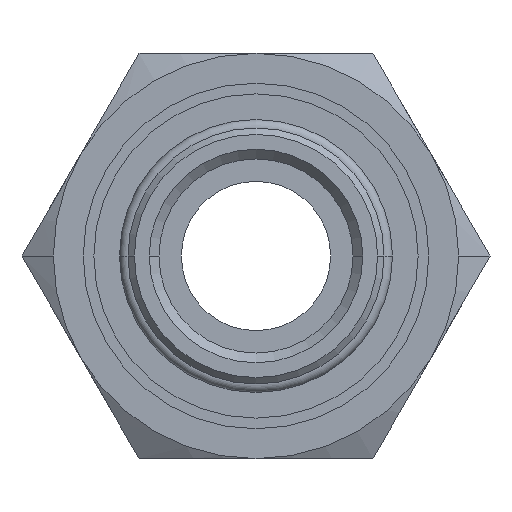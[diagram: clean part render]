
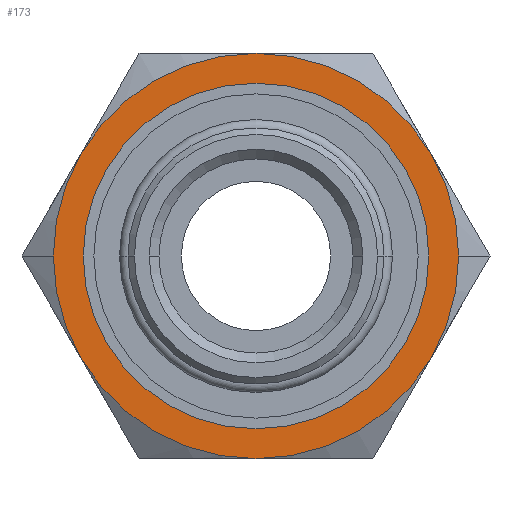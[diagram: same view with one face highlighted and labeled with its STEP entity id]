
A CAD part, front view. The second image highlights one B-rep face of the part: STEP entity #173.
In plain terms, the highlighted planar face has unit normal (0, -1, 0).
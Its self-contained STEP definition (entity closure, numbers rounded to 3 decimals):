
#173=ADVANCED_FACE('',(#368,#369),#370,.T.);
#368=FACE_BOUND('',#581,.T.);
#369=FACE_OUTER_BOUND('',#582,.T.);
#370=PLANE('',#583);
#581=EDGE_LOOP('',(#994,#995));
#582=EDGE_LOOP('',(#996,#997,#998,#999,#1000,#1001,#1002,#1003));
#583=AXIS2_PLACEMENT_3D('',#1004,#1005,#1006);
#994=ORIENTED_EDGE('',*,*,#1346,.T.);
#995=ORIENTED_EDGE('',*,*,#1347,.T.);
#996=ORIENTED_EDGE('',*,*,#1186,.F.);
#997=ORIENTED_EDGE('',*,*,#1280,.F.);
#998=ORIENTED_EDGE('',*,*,#1222,.F.);
#999=ORIENTED_EDGE('',*,*,#1284,.F.);
#1000=ORIENTED_EDGE('',*,*,#1340,.F.);
#1001=ORIENTED_EDGE('',*,*,#1266,.F.);
#1002=ORIENTED_EDGE('',*,*,#1252,.F.);
#1003=ORIENTED_EDGE('',*,*,#1348,.F.);
#1004=CARTESIAN_POINT('',(4.75,19.1,0.0));
#1005=DIRECTION('',(0.0,-1.0,0.0));
#1006=DIRECTION('',(-1.0,0.0,0.0));
#1186=EDGE_CURVE('',#1386,#1383,#1388,.T.);
#1222=EDGE_CURVE('',#1449,#1451,#1452,.T.);
#1252=EDGE_CURVE('',#1497,#1494,#1499,.T.);
#1266=EDGE_CURVE('',#1494,#1519,#1523,.T.);
#1280=EDGE_CURVE('',#1451,#1386,#1543,.T.);
#1284=EDGE_CURVE('',#1547,#1449,#1549,.T.);
#1340=EDGE_CURVE('',#1519,#1547,#1617,.T.);
#1346=EDGE_CURVE('',#1623,#1624,#1625,.T.);
#1347=EDGE_CURVE('',#1624,#1623,#1626,.T.);
#1348=EDGE_CURVE('',#1383,#1497,#1627,.T.);
#1383=VERTEX_POINT('',#1662);
#1386=VERTEX_POINT('',#1666);
#1388=CIRCLE('',#1679,9.5);
#1449=VERTEX_POINT('',#1766);
#1451=VERTEX_POINT('',#1779);
#1452=CIRCLE('',#1780,9.5);
#1494=VERTEX_POINT('',#1841);
#1497=VERTEX_POINT('',#1855);
#1499=CIRCLE('',#1868,9.5);
#1519=VERTEX_POINT('',#1890);
#1523=CIRCLE('',#1916,9.5);
#1543=CIRCLE('',#1963,9.5);
#1547=VERTEX_POINT('',#1978);
#1549=CIRCLE('',#1981,9.5);
#1617=CIRCLE('',#2182,9.5);
#1623=VERTEX_POINT('',#2190);
#1624=VERTEX_POINT('',#2191);
#1625=CIRCLE('',#2192,6.84);
#1626=CIRCLE('',#2193,6.84);
#1627=CIRCLE('',#2194,9.5);
#1662=CARTESIAN_POINT('',(9.5,19.1,0.));
#1666=CARTESIAN_POINT('',(8.227,19.1,4.75));
#1679=AXIS2_PLACEMENT_3D('',#2243,#2244,#2245);
#1766=CARTESIAN_POINT('',(-8.227,19.1,4.75));
#1779=CARTESIAN_POINT('',(0.,19.1,9.5));
#1780=AXIS2_PLACEMENT_3D('',#2313,#2314,#2315);
#1841=CARTESIAN_POINT('',(0.0,19.1,-9.5));
#1855=CARTESIAN_POINT('',(8.227,19.1,-4.75));
#1868=AXIS2_PLACEMENT_3D('',#2357,#2358,#2359);
#1890=CARTESIAN_POINT('',(-8.227,19.1,-4.75));
#1916=AXIS2_PLACEMENT_3D('',#2380,#2381,#2382);
#1963=AXIS2_PLACEMENT_3D('',#2394,#2395,#2396);
#1978=CARTESIAN_POINT('',(-9.5,19.1,0.));
#1981=AXIS2_PLACEMENT_3D('',#2398,#2399,#2400);
#2182=AXIS2_PLACEMENT_3D('',#2455,#2456,#2457);
#2190=CARTESIAN_POINT('',(-6.84,19.1,0.));
#2191=CARTESIAN_POINT('',(6.84,19.1,0.));
#2192=AXIS2_PLACEMENT_3D('',#2463,#2464,#2465);
#2193=AXIS2_PLACEMENT_3D('',#2466,#2467,#2468);
#2194=AXIS2_PLACEMENT_3D('',#2469,#2470,#2471);
#2243=CARTESIAN_POINT('',(0.0,19.1,0.0));
#2244=DIRECTION('',(-0.0,1.0,0.0));
#2245=DIRECTION('',(1.0,0.0,0.0));
#2313=CARTESIAN_POINT('',(0.0,19.1,0.0));
#2314=DIRECTION('',(-0.0,1.0,0.0));
#2315=DIRECTION('',(1.0,0.0,0.0));
#2357=CARTESIAN_POINT('',(0.0,19.1,0.0));
#2358=DIRECTION('',(-0.0,1.0,0.0));
#2359=DIRECTION('',(1.0,0.0,0.0));
#2380=CARTESIAN_POINT('',(0.0,19.1,0.0));
#2381=DIRECTION('',(-0.0,1.0,0.0));
#2382=DIRECTION('',(1.0,0.0,0.0));
#2394=CARTESIAN_POINT('',(0.0,19.1,0.0));
#2395=DIRECTION('',(-0.0,1.0,0.0));
#2396=DIRECTION('',(1.0,0.0,0.0));
#2398=CARTESIAN_POINT('',(0.0,19.1,0.0));
#2399=DIRECTION('',(-0.0,1.0,0.0));
#2400=DIRECTION('',(1.0,0.0,0.0));
#2455=CARTESIAN_POINT('',(0.0,19.1,0.0));
#2456=DIRECTION('',(-0.0,1.0,0.0));
#2457=DIRECTION('',(1.0,0.0,0.0));
#2463=CARTESIAN_POINT('',(0.0,19.1,0.0));
#2464=DIRECTION('',(-0.0,1.0,0.0));
#2465=DIRECTION('',(1.0,0.0,0.0));
#2466=CARTESIAN_POINT('',(0.0,19.1,0.0));
#2467=DIRECTION('',(-0.0,1.0,0.0));
#2468=DIRECTION('',(1.0,0.0,0.0));
#2469=CARTESIAN_POINT('',(0.0,19.1,0.0));
#2470=DIRECTION('',(-0.0,1.0,0.0));
#2471=DIRECTION('',(1.0,0.0,0.0));
